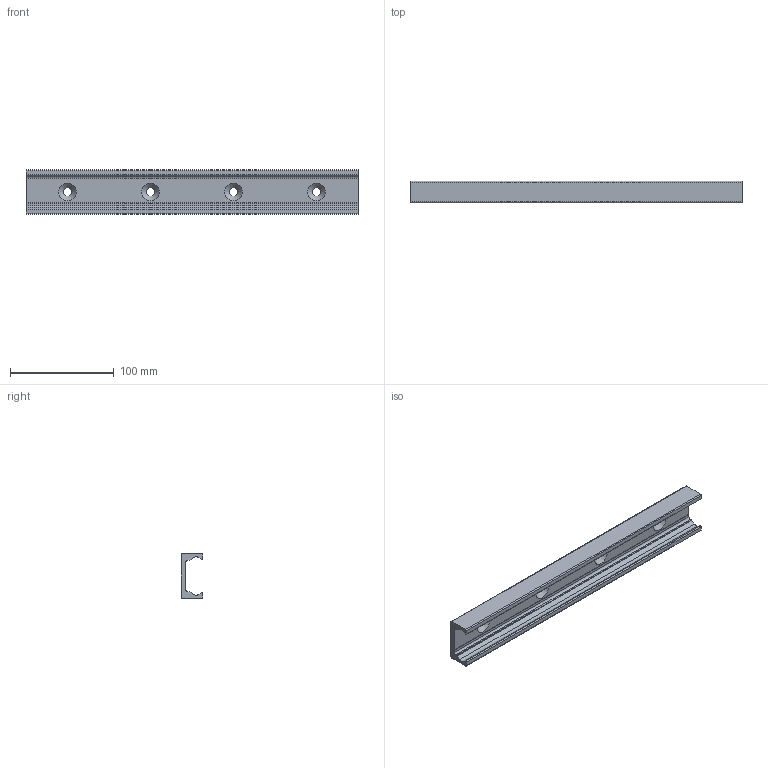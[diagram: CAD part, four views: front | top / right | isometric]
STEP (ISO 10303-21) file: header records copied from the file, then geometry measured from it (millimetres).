
FILE_DESCRIPTION((''),'2;1');
FILE_NAME('LCX 43-0320.V.stp','2016-04-28T14:33:02',('MRathmann'),(''),'Autodesk Inventor 2012','Autodesk Inventor 2012','');
FILE_SCHEMA(('CONFIG_CONTROL_DESIGN'));
Length unit declared in the file: millimetre
Products named in the file (1): LCX 43-0320.V
Bounding box: 320 x 21 x 43 mm (x, y, z)
Volume: 109369.1 mm3; surface area: 51539.7 mm2
Topology: 1 solids, 1 shells, 36 faces, 98 edges, 64 vertices
Faces by surface type: cylinder 17, plane 15, cone 4
Full cylindrical faces by diameter (mm): 8.5 x4
Entity records: 1150 total; most frequent: DIRECTION 202, CARTESIAN_POINT 191, ORIENTED_EDGE 180, EDGE_CURVE 90, AXIS2_PLACEMENT_3D 75, VERTEX_POINT 64, EDGE_LOOP 52, VECTOR 52
